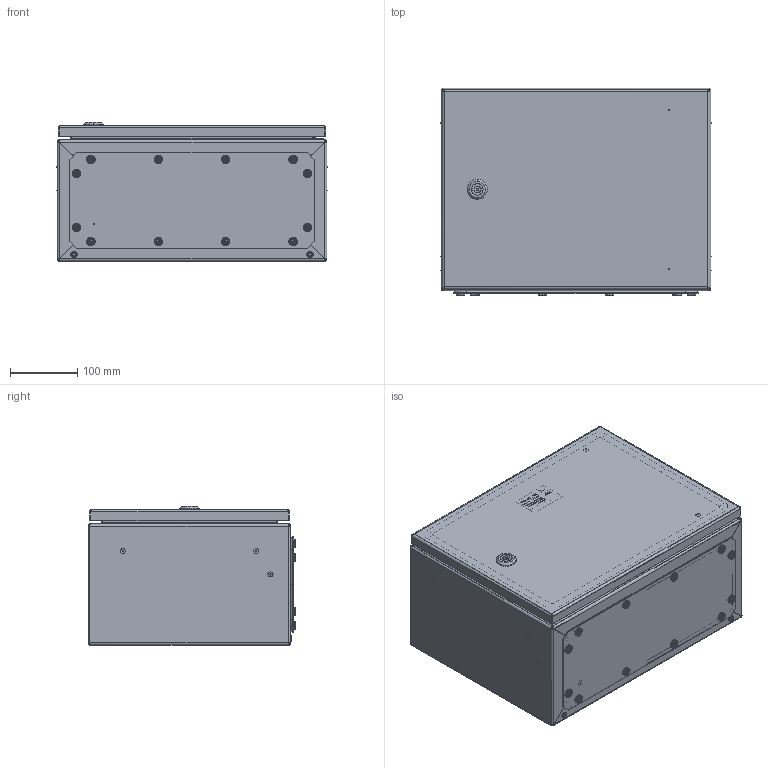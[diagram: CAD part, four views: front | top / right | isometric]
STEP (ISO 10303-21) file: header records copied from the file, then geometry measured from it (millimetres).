
FILE_DESCRIPTION (( 'STEP AP203' ), '1' );
FILE_NAME ('U2550030402 Êîðïóñ UC2M 30.40.20 IP66 (752.000.255).STEP', '2022-04-29T07:29:55', ( '' ), ( '' ), 'SwSTEP 2.0', 'SolidWorks 2017', '' );
FILE_SCHEMA (( 'CONFIG_CONTROL_DESIGN' ));
Length unit declared in the file: millimetre
Products named in the file (37): Øïèëüêà ðåçüáîâàÿ Ì6_Œ6å12; U2550030402 扻豵鵨 UC2M 30.40.20 IP66 (752.000.255); Øïèëüêà çàçåìëåíèÿ CKF CS_Œ6å16; 嵑殧趌11371_5; ﾇ瑟鶴 Mesan 060-1-1-13-33_00; Ïåòëÿ 4-119 Dirak_00; 027-187 署赅 UC2_01 (40.20); 012-1791 眈翴錪 鳱歑膱 UC2_03 (30.40); 鎔艜_17473_M6x12; 椻壚樇襝鴀 Mesan 33; Øàéáà íåéëîí Ø028_Œ5; 000.241.255 署赅 UC2_01 (40.20); Óïëîòíèòåëü ÏÏÓ êðûøêè UC2Ì_10 (40.20); 扻豵鵨_п-1; Îñíîâàíèå ïåòëè 4-119 Dirak; Óïëîòíèòåëü ÏÏÓ äâåðêè UC2_07 (30.40); 000.210.359 Îñíîâàíèå äâåðêè UC2_03 (30.40); Ñòîïîðíàÿ âòóëêà ïåòëè 4-119 Dirak; Øòèôò ïåòëè 4-119 Dirak; 008-396 Ñòåíêà ïðîôèëüíàÿ UC2_10 (30.40.20); 000.241.254 署赅 UC2_01 (40.20); ч蜱齁罻 ST-6; Âòóëêà ïåòëè 4-119 Dirak; 040-116 Âèíò ñïåöèàëüíûé ST 4,8x9; 000.113.101 忺謤僔 UC2_10 (30.40.20); 嵑殧趌11371_8; 蹴濋趌5915_M5; 000.207.182 攜歑罻 UC2_03 (30.40); 蹴濋趌5915_M8; Øàéáà íåéëîí Ø028_Œ6; 嵑殧趌11371_6; 嵑殧趌6402_8; 003-393 Ñòåíêà íèæíÿÿ UC2_03 (00.40); ч蜱齁罻 ST-9; Øïèëüêà ðåçüáîâàÿ Ì6_Œ8å30; 010-322 Ïàíåëü ìîíòàæíàÿ UC2_10 (30.40.20); 056-269 椯鴀殣罻 UC2_10 (30.40.20)
Assembly tree (105 placements, depth 4):
  U2550030402 扻豵鵨 UC2M 30.40.20 IP66 (752.000.255)
    000.113.101 忺謤僔 UC2_10 (30.40.20)
      008-396 Ñòåíêà ïðîôèëüíàÿ UC2_10 (30.40.20)
      003-393 Ñòåíêà íèæíÿÿ UC2_03 (00.40)
      Øïèëüêà ðåçüáîâàÿ Ì6_Œ8å30  x4
      Øïèëüêà çàçåìëåíèÿ CKF CS_Œ6å16  x2
      Øïèëüêà ðåçüáîâàÿ Ì6_Œ6å12  x4
    000.207.182 攜歑罻 UC2_03 (30.40)
      000.210.359 Îñíîâàíèå äâåðêè UC2_03 (30.40)
        012-1791 眈翴錪 鳱歑膱 UC2_03 (30.40)
        Âòóëêà ïåòëè 4-119 Dirak  x2
        Øïèëüêà çàçåìëåíèÿ CKF CS_Œ6å16  x2
      Óïëîòíèòåëü ÏÏÓ äâåðêè UC2_07 (30.40)
      ﾇ瑟鶴 Mesan 060-1-1-13-33_00
        扻豵鵨_п-1
        椻壚樇襝鴀 Mesan 33
        嵑殧趌11371_6
        鎔艜_17473_M6x12
    Ïåòëÿ 4-119 Dirak_00  x2
      Âòóëêà ïåòëè 4-119 Dirak
      Øòèôò ïåòëè 4-119 Dirak
      Îñíîâàíèå ïåòëè 4-119 Dirak
      Ñòîïîðíàÿ âòóëêà ïåòëè 4-119 Dirak
    嵑殧趌11371_5  x4
    Øàéáà íåéëîí Ø028_Œ5  x4
    蹴濋趌5915_M5  x4
    ч蜱齁罻 ST-6  x6
    ч蜱齁罻 ST-9  x4
    010-322 Ïàíåëü ìîíòàæíàÿ UC2_10 (30.40.20)
    蹴濋趌5915_M8  x12
    嵑殧趌11371_8  x4
    嵑殧趌6402_8  x4
    000.241.254 署赅 UC2_01 (40.20)
      000.241.255 署赅 UC2_01 (40.20)
        027-187 署赅 UC2_01 (40.20)
        Øïèëüêà çàçåìëåíèÿ CKF CS_Œ6å16
      Óïëîòíèòåëü ÏÏÓ êðûøêè UC2Ì_10 (40.20)
    040-116 Âèíò ñïåöèàëüíûé ST 4,8x9  x12
    Øàéáà íåéëîí Ø028_Œ6  x12
    056-269 椯鴀殣罻 UC2_10 (30.40.20)
Bounding box: 400.6 x 307.22 x 207.25 mm (x, y, z)
Volume: 1152960.5 mm3; surface area: 1435709.8 mm2
Topology: 101 solids, 102 shells, 4409 faces, 10325 edges, 6294 vertices
Faces by surface type: plane 1565, cylinder 1098, bspline 1048, cone 280, sphere 214, torus 204
Entity records: 105592 total; most frequent: CARTESIAN_POINT 49716, ORIENTED_EDGE 11172, DIRECTION 8575, EDGE_CURVE 5586, VERTEX_POINT 3594, VECTOR 3299, LINE 3299, AXIS2_PLACEMENT_3D 2638
